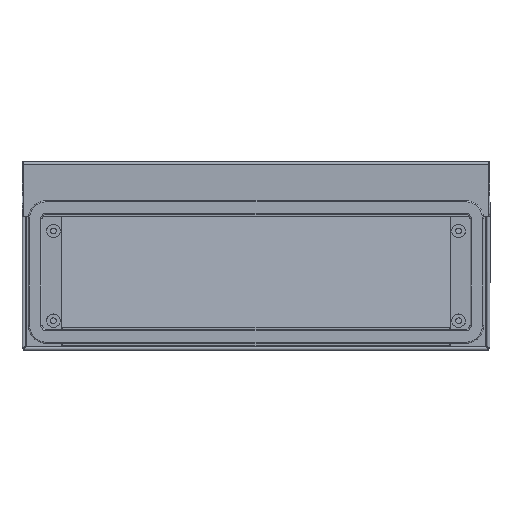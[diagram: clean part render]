
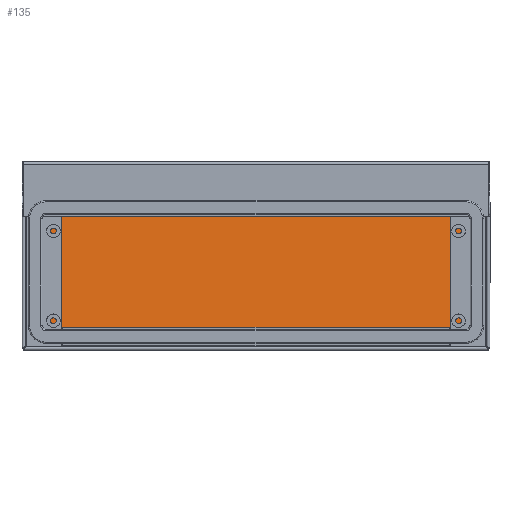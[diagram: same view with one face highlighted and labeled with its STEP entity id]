
A CAD part, front view. The second image highlights one B-rep face of the part: STEP entity #135.
In plain terms, the highlighted planar face has unit normal (0, -0.996, 0.087).
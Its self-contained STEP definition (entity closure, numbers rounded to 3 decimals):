
#34 = CARTESIAN_POINT ( 'NONE',  ( 203., 31.164, -66.087 ) ) ;
#135 = ADVANCED_FACE ( 'NONE', ( #5363 ), #1918, .T. ) ;
#313 = AXIS2_PLACEMENT_3D ( 'NONE', #6355, #1983, #2361 ) ;
#540 = ORIENTED_EDGE ( 'NONE', *, *, #1369, .F. ) ;
#554 = LINE ( 'NONE', #5395, #5640 ) ;
#575 = LINE ( 'NONE', #4637, #907 ) ;
#753 = VERTEX_POINT ( 'NONE', #34 ) ;
#907 = VECTOR ( 'NONE', #2542, 1000. ) ;
#1000 = ORIENTED_EDGE ( 'NONE', *, *, #3704, .T. ) ;
#1369 = EDGE_CURVE ( 'NONE', #753, #4204, #1962, .T. ) ;
#1478 = DIRECTION ( 'NONE',  ( 0., 0.087, 0.996 ) ) ;
#1568 = VECTOR ( 'NONE', #6304, 1000. ) ;
#1655 = ORIENTED_EDGE ( 'NONE', *, *, #5302, .T. ) ;
#1707 = CARTESIAN_POINT ( 'NONE',  ( -203., 31.164, -66.087 ) ) ;
#1918 = PLANE ( 'NONE',  #313 ) ;
#1962 = LINE ( 'NONE', #5886, #1568 ) ;
#1983 = DIRECTION ( 'NONE',  ( 0., -0.996, 0.087 ) ) ;
#2361 = DIRECTION ( 'NONE',  ( 0., -0.087, -0.996 ) ) ;
#2416 = CARTESIAN_POINT ( 'NONE',  ( -203., 44.39, 85.093 ) ) ;
#2499 = CARTESIAN_POINT ( 'NONE',  ( 203., 44.39, 85.093 ) ) ;
#2542 = DIRECTION ( 'NONE',  ( 0., 0.087, 0.996 ) ) ;
#2902 = EDGE_LOOP ( 'NONE', ( #1655, #3742, #540, #1000 ) ) ;
#3055 = VERTEX_POINT ( 'NONE', #2416 ) ;
#3401 = DIRECTION ( 'NONE',  ( -1., 0., 0. ) ) ;
#3704 = EDGE_CURVE ( 'NONE', #753, #5995, #5894, .T. ) ;
#3742 = ORIENTED_EDGE ( 'NONE', *, *, #4775, .F. ) ;
#4204 = VERTEX_POINT ( 'NONE', #1707 ) ;
#4637 = CARTESIAN_POINT ( 'NONE',  ( -203., 31.004, -67.913 ) ) ;
#4775 = EDGE_CURVE ( 'NONE', #4204, #3055, #575, .T. ) ;
#5302 = EDGE_CURVE ( 'NONE', #5995, #3055, #554, .T. ) ;
#5363 = FACE_OUTER_BOUND ( 'NONE', #2902, .T. ) ;
#5395 = CARTESIAN_POINT ( 'NONE',  ( 203., 44.39, 85.093 ) ) ;
#5640 = VECTOR ( 'NONE', #3401, 1000. ) ;
#5685 = VECTOR ( 'NONE', #1478, 1000. ) ;
#5886 = CARTESIAN_POINT ( 'NONE',  ( 203., 31.164, -66.087 ) ) ;
#5894 = LINE ( 'NONE', #6009, #5685 ) ;
#5995 = VERTEX_POINT ( 'NONE', #2499 ) ;
#6009 = CARTESIAN_POINT ( 'NONE',  ( 203., 31.004, -67.913 ) ) ;
#6304 = DIRECTION ( 'NONE',  ( -1., 0., 0. ) ) ;
#6355 = CARTESIAN_POINT ( 'NONE',  ( 203., 31.004, -67.913 ) ) ;
